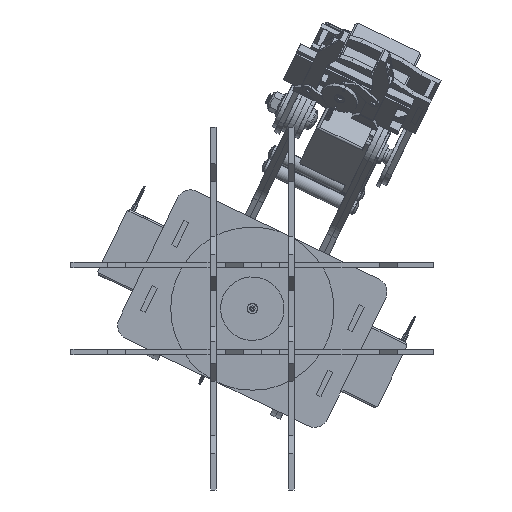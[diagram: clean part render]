
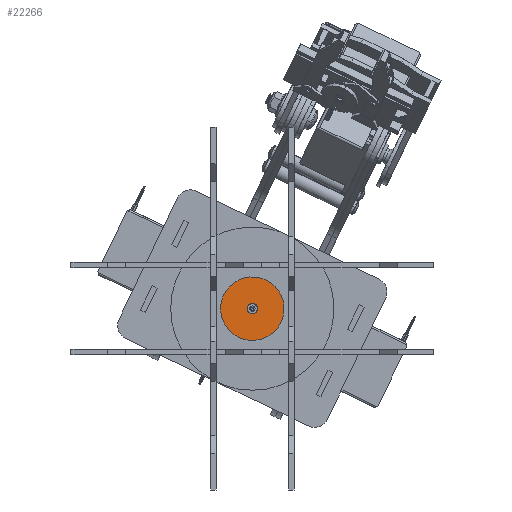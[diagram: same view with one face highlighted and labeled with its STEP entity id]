
A CAD part, front view. The second image highlights one B-rep face of the part: STEP entity #22266.
In plain terms, the highlighted face is planar.
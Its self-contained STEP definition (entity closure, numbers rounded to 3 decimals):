
#422 = ORIENTED_EDGE ( 'NONE', *, *, #25732, .F. ) ;
#529 = DIRECTION ( 'NONE',  ( 0., -1., 0. ) ) ;
#1952 = DIRECTION ( 'NONE',  ( 0., 1., 0. ) ) ;
#3481 = CIRCLE ( 'NONE', #24910, 2.9 ) ;
#3773 = VERTEX_POINT ( 'NONE', #21710 ) ;
#5352 = EDGE_CURVE ( 'NONE', #3773, #41709, #39532, .T. ) ;
#6825 = VERTEX_POINT ( 'NONE', #16008 ) ;
#8137 = CARTESIAN_POINT ( 'NONE',  ( 10., 45.5, 2.9 ) ) ;
#8864 = CARTESIAN_POINT ( 'NONE',  ( 10., 45.5, 0. ) ) ;
#9802 = CIRCLE ( 'NONE', #45879, 2.9 ) ;
#9943 = ORIENTED_EDGE ( 'NONE', *, *, #5352, .T. ) ;
#10281 = ORIENTED_EDGE ( 'NONE', *, *, #18366, .T. ) ;
#10582 = CARTESIAN_POINT ( 'NONE',  ( 10., 45.5, 0. ) ) ;
#12882 = DIRECTION ( 'NONE',  ( 0., 0., 1. ) ) ;
#13657 = EDGE_LOOP ( 'NONE', ( #9943, #10281 ) ) ;
#14604 = DIRECTION ( 'NONE',  ( 0., 0., 1. ) ) ;
#16008 = CARTESIAN_POINT ( 'NONE',  ( 10., 45.5, -2.9 ) ) ;
#16298 = CIRCLE ( 'NONE', #23747, 17.5 ) ;
#16453 = DIRECTION ( 'NONE',  ( 0., 1., 0. ) ) ;
#18366 = EDGE_CURVE ( 'NONE', #41709, #3773, #16298, .T. ) ;
#20818 = EDGE_CURVE ( 'NONE', #6825, #47490, #9802, .T. ) ;
#21710 = CARTESIAN_POINT ( 'NONE',  ( 10., 45.5, 17.5 ) ) ;
#22266 = ADVANCED_FACE ( 'NONE', ( #46986, #37677 ), #24383, .F. ) ;
#23747 = AXIS2_PLACEMENT_3D ( 'NONE', #25786, #1952, #29769 ) ;
#24383 = PLANE ( 'NONE',  #47934 ) ;
#24910 = AXIS2_PLACEMENT_3D ( 'NONE', #10582, #38485, #14604 ) ;
#25732 = EDGE_CURVE ( 'NONE', #47490, #6825, #3481, .T. ) ;
#25786 = CARTESIAN_POINT ( 'NONE',  ( 10., 45.5, 0. ) ) ;
#26307 = CARTESIAN_POINT ( 'NONE',  ( 10., 45.5, -17.5 ) ) ;
#28355 = DIRECTION ( 'NONE',  ( 0., 0., -1. ) ) ;
#29769 = DIRECTION ( 'NONE',  ( 0., 0., 1. ) ) ;
#34802 = EDGE_LOOP ( 'NONE', ( #422, #36932 ) ) ;
#36765 = DIRECTION ( 'NONE',  ( 0., 1., 0. ) ) ;
#36932 = ORIENTED_EDGE ( 'NONE', *, *, #20818, .F. ) ;
#37677 = FACE_OUTER_BOUND ( 'NONE', #13657, .T. ) ;
#38485 = DIRECTION ( 'NONE',  ( 0., 1., 0. ) ) ;
#39532 = CIRCLE ( 'NONE', #40184, 17.5 ) ;
#40184 = AXIS2_PLACEMENT_3D ( 'NONE', #40343, #16453, #44330 ) ;
#40237 = CARTESIAN_POINT ( 'NONE',  ( 12.9, 45.5, 0. ) ) ;
#40343 = CARTESIAN_POINT ( 'NONE',  ( 10., 45.5, 0. ) ) ;
#41709 = VERTEX_POINT ( 'NONE', #26307 ) ;
#44330 = DIRECTION ( 'NONE',  ( 0., 0., 1. ) ) ;
#45879 = AXIS2_PLACEMENT_3D ( 'NONE', #8864, #36765, #12882 ) ;
#46986 = FACE_BOUND ( 'NONE', #34802, .T. ) ;
#47490 = VERTEX_POINT ( 'NONE', #8137 ) ;
#47934 = AXIS2_PLACEMENT_3D ( 'NONE', #40237, #529, #28355 ) ;
